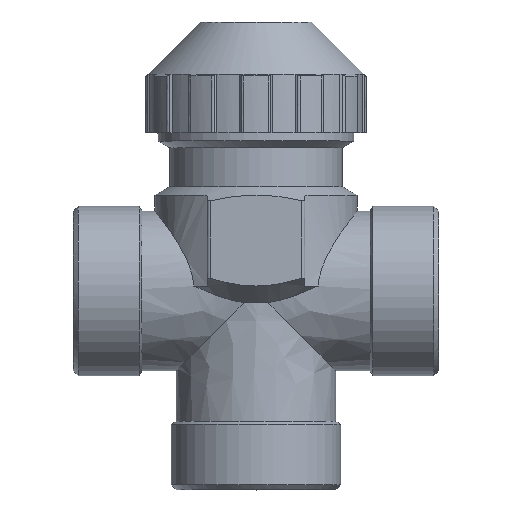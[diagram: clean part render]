
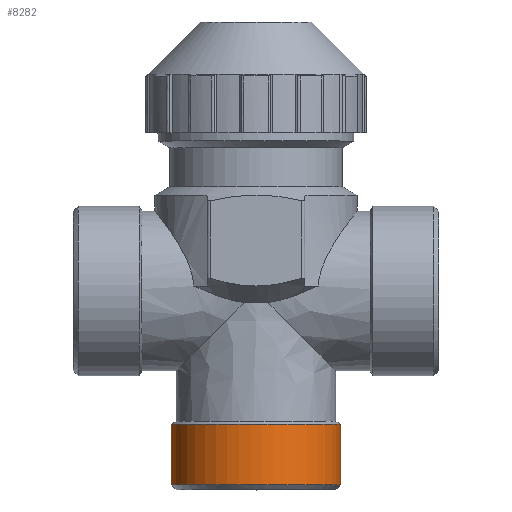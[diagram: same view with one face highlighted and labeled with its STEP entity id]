
A CAD part, top view. The second image highlights one B-rep face of the part: STEP entity #8282.
In plain terms, the highlighted free-form (B-spline) face has degree [2, 1] with [5, 2] control points.
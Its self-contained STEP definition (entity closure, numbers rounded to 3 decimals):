
#86 = VERTEX_POINT ( 'NONE', #16133 ) ;
#148 = EDGE_CURVE ( 'NONE', #86, #11346, #6475, .T. ) ;
#646 = VERTEX_POINT ( 'NONE', #9873 ) ;
#1033 = CARTESIAN_POINT ( 'NONE',  ( 851.34, 366.986, 0. ) ) ;
#1164 = CARTESIAN_POINT ( 'NONE',  ( 877.34, 366.986, 0. ) ) ;
#1241 = EDGE_LOOP ( 'NONE', ( #15757, #14376, #16104, #4589 ) ) ;
#1923 = CARTESIAN_POINT ( 'NONE',  ( 877.34, 357.482, 13. ) ) ;
#2368 = B_SPLINE_CURVE_WITH_KNOTS ( 'NONE', 1,
 ( #14790, #8499 ),
 .UNSPECIFIED., .F., .F.,
 ( 2, 2 ),
 ( -4.658, 4.658 ),
 .UNSPECIFIED. ) ;
#2523 =( BOUNDED_CURVE ( )  B_SPLINE_CURVE ( 2, ( #7665, #6446, #11439, #7422, #8734 ),
 .UNSPECIFIED., .F., .T. ) 
 B_SPLINE_CURVE_WITH_KNOTS ( ( 3, 2, 3 ),
 ( 180., 270., 360. ),
 .UNSPECIFIED. ) 
 CURVE ( )  GEOMETRIC_REPRESENTATION_ITEM ( )  RATIONAL_B_SPLINE_CURVE ( ( 1., 0.707, 1., 0.707, 1. ) ) 
 REPRESENTATION_ITEM ( '' )  );
#3474 = FACE_OUTER_BOUND ( 'NONE', #1241, .T. ) ;
#3743 = CARTESIAN_POINT ( 'NONE',  ( 851.34, 357.669, 0. ) ) ;
#4391 = CARTESIAN_POINT ( 'NONE',  ( 851.34, 367.172, 0. ) ) ;
#4589 = ORIENTED_EDGE ( 'NONE', *, *, #148, .F. ) ;
#5917 = CARTESIAN_POINT ( 'NONE',  ( 851.34, 366.986, 13. ) ) ;
#6446 = CARTESIAN_POINT ( 'NONE',  ( 851.34, 357.669, 13. ) ) ;
#6475 =( BOUNDED_CURVE ( )  B_SPLINE_CURVE ( 2, ( #1033, #5917, #14646, #10980, #13582 ),
 .UNSPECIFIED., .F., .F. ) 
 B_SPLINE_CURVE_WITH_KNOTS ( ( 3, 2, 3 ),
 ( 0., 90., 180. ),
 .UNSPECIFIED. ) 
 CURVE ( )  GEOMETRIC_REPRESENTATION_ITEM ( )  RATIONAL_B_SPLINE_CURVE ( ( 1., 0.707, 1., 0.707, 1. ) ) 
 REPRESENTATION_ITEM ( '' )  );
#6893 = CARTESIAN_POINT ( 'NONE',  ( 877.34, 367.172, 0. ) ) ;
#6976 = CARTESIAN_POINT ( 'NONE',  ( 877.34, 367.172, 13. ) ) ;
#7422 = CARTESIAN_POINT ( 'NONE',  ( 877.34, 357.669, 13. ) ) ;
#7665 = CARTESIAN_POINT ( 'NONE',  ( 851.34, 357.669, 0. ) ) ;
#8107 = CARTESIAN_POINT ( 'NONE',  ( 864.34, 357.482, 13. ) ) ;
#8126 = CARTESIAN_POINT ( 'NONE',  ( 877.34, 366.986, 0. ) ) ;
#8282 = ADVANCED_FACE ( 'NONE', ( #3474 ), #8474, .T. ) ;
#8365 = CARTESIAN_POINT ( 'NONE',  ( 877.34, 357.669, 0. ) ) ;
#8474 =( BOUNDED_SURFACE ( )  B_SPLINE_SURFACE ( 2, 1, ( 
 ( #10975, #4391 ),
 ( #9356, #14339 ),
 ( #8107, #13102 ),
 ( #1923, #6976 ),
 ( #14486, #6893 ) ),
 .UNSPECIFIED., .F., .F., .T. ) 
 B_SPLINE_SURFACE_WITH_KNOTS ( ( 3, 2, 3 ),
 ( 2, 2 ),
 ( 180., 270., 360. ),
 ( -4.845, 4.845 ),
 .UNSPECIFIED. ) 
 GEOMETRIC_REPRESENTATION_ITEM ( )  RATIONAL_B_SPLINE_SURFACE ( (
 ( 1., 1.),
 ( 0.707, 0.707),
 ( 1., 1.),
 ( 0.707, 0.707),
 ( 1., 1.) ) ) 
 REPRESENTATION_ITEM ( '' )  SURFACE ( )  );
#8499 = CARTESIAN_POINT ( 'NONE',  ( 851.34, 366.986, 0. ) ) ;
#8734 = CARTESIAN_POINT ( 'NONE',  ( 877.34, 357.669, 0. ) ) ;
#9356 = CARTESIAN_POINT ( 'NONE',  ( 851.34, 357.482, 13. ) ) ;
#9873 = CARTESIAN_POINT ( 'NONE',  ( 877.34, 357.669, 0. ) ) ;
#10975 = CARTESIAN_POINT ( 'NONE',  ( 851.34, 357.482, 0. ) ) ;
#10980 = CARTESIAN_POINT ( 'NONE',  ( 877.34, 366.986, 13. ) ) ;
#11346 = VERTEX_POINT ( 'NONE', #1164 ) ;
#11439 = CARTESIAN_POINT ( 'NONE',  ( 864.34, 357.669, 13. ) ) ;
#11837 = EDGE_CURVE ( 'NONE', #646, #11346, #13297, .T. ) ;
#11945 = VERTEX_POINT ( 'NONE', #3743 ) ;
#12339 = EDGE_CURVE ( 'NONE', #11945, #646, #2523, .T. ) ;
#13102 = CARTESIAN_POINT ( 'NONE',  ( 864.34, 367.172, 13. ) ) ;
#13297 = B_SPLINE_CURVE_WITH_KNOTS ( 'NONE', 1,
 ( #8365, #8126 ),
 .UNSPECIFIED., .F., .F.,
 ( 2, 2 ),
 ( -4.658, 4.658 ),
 .UNSPECIFIED. ) ;
#13582 = CARTESIAN_POINT ( 'NONE',  ( 877.34, 366.986, 0. ) ) ;
#14339 = CARTESIAN_POINT ( 'NONE',  ( 851.34, 367.172, 13. ) ) ;
#14376 = ORIENTED_EDGE ( 'NONE', *, *, #12339, .T. ) ;
#14486 = CARTESIAN_POINT ( 'NONE',  ( 877.34, 357.482, 0. ) ) ;
#14646 = CARTESIAN_POINT ( 'NONE',  ( 864.34, 366.986, 13. ) ) ;
#14790 = CARTESIAN_POINT ( 'NONE',  ( 851.34, 357.669, 0. ) ) ;
#15757 = ORIENTED_EDGE ( 'NONE', *, *, #15917, .F. ) ;
#15917 = EDGE_CURVE ( 'NONE', #11945, #86, #2368, .T. ) ;
#16104 = ORIENTED_EDGE ( 'NONE', *, *, #11837, .T. ) ;
#16133 = CARTESIAN_POINT ( 'NONE',  ( 851.34, 366.986, 0. ) ) ;
